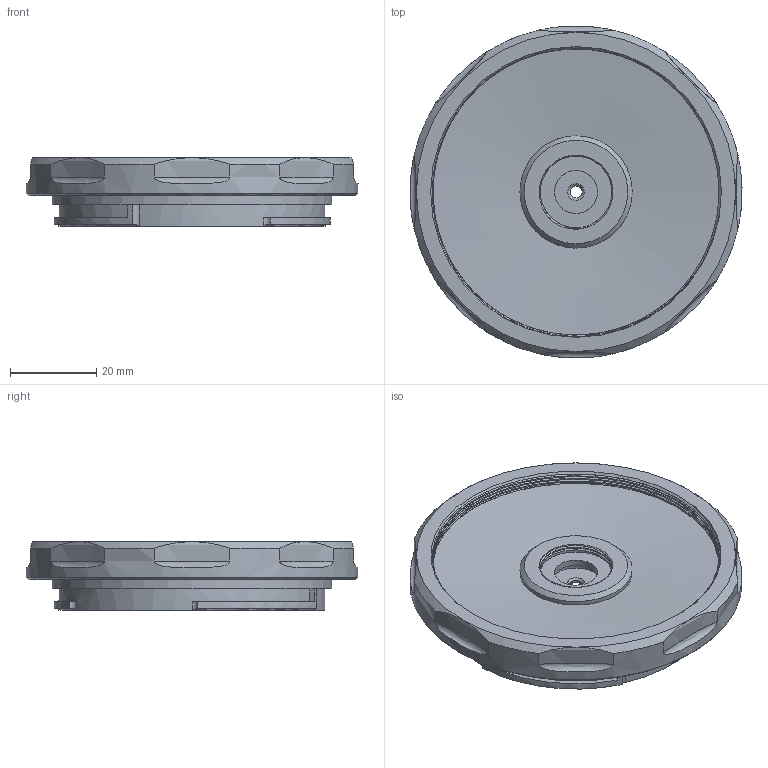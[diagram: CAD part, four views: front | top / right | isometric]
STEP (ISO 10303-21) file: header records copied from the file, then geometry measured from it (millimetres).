
FILE_DESCRIPTION(/* description */ ('Unknown'),/* implementation_level */ '2;1');
FILE_NAME(/* name */ 'kodakFunsaver_fujiGFX_assembly',/* time_stamp */ '2025-04-08T08:57:56-10:00',/* author */ ('Unknown'),/* organization */ ('Unknown'),/* preprocessor_version */ 'ST-DEVELOPER v18.1',/* originating_system */ 'Solid Edge',/* authorisation */ 'Unknown');
FILE_SCHEMA (('AUTOMOTIVE_DESIGN {1 0 10303 214 3 1 1}'));
Length unit declared in the file: millimetre
Products named in the file (3): kodakFunsaver; kodakFunsaver_lensLock; kodakFunsaver_fujiGFX_body
Assembly tree (2 placements, depth 2):
  kodakFunsaver
    kodakFunsaver_lensLock
    kodakFunsaver_fujiGFX_body
Bounding box: 76.99 x 76.97 x 15.95 mm (x, y, z)
Volume: 29525.3 mm3; surface area: 16117.1 mm2
Topology: 2 solids, 2 shells, 157 faces, 396 edges, 251 vertices
Faces by surface type: plane 61, cylinder 43, cone 33, torus 11, bspline 8, sphere 1
Full cylindrical faces by diameter (mm): 2.8 x1, 10 x1, 16.6 x2, 19.8 x1, 26.001 x1, 58 x1, 64.9 x1, 77 x1
Entity records: 6583 total; most frequent: CARTESIAN_POINT 3078, ORIENTED_EDGE 718, DIRECTION 683, EDGE_CURVE 359, AXIS2_PLACEMENT_3D 275, VERTEX_POINT 234, EDGE_LOOP 185, FACE_BOUND 185
